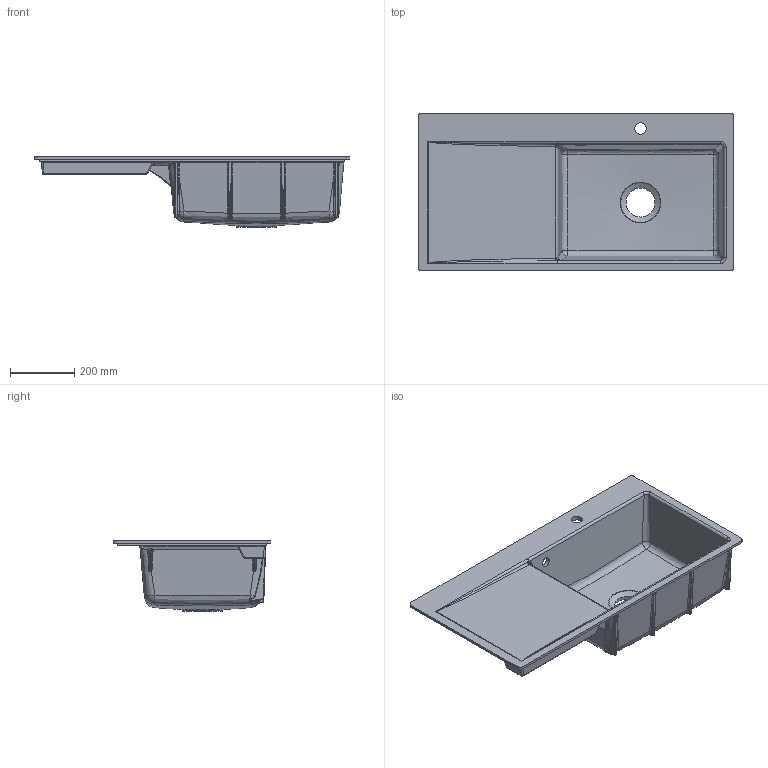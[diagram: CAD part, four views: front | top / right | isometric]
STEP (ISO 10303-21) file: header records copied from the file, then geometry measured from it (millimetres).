
FILE_DESCRIPTION(/* description */ (''),/* implementation_level */ '2;1');
FILE_NAME(/* name */ '33610F_33611F_33612F.stp',/* time_stamp */ '2022-09-06T09:34:31+02:00',/* author */ (''),/* organization */ (''),/* preprocessor_version */ 'ST-DEVELOPER v18.1',/* originating_system */ 'SIEMENS PLM Software NX 1973',/* authorisation */ '');
FILE_SCHEMA (('AUTOMOTIVE_DESIGN { 1 0 10303 214 3 1 1 1 }'));
Length unit declared in the file: millimetre
Products named in the file (1): rupp483C9BACrrd9
Bounding box: 980.8 x 490.8 x 220 mm (x, y, z)
Volume: 10776268.3 mm3; surface area: 1591019.1 mm2
Topology: 1 solids, 1 shells, 348 faces, 830 edges, 449 vertices
Faces by surface type: bspline 173, cylinder 87, plane 61, sphere 18, torus 6, cone 3
Full cylindrical faces by diameter (mm): 30 x1, 35 x1, 90 x1
Entity records: 24505 total; most frequent: CARTESIAN_POINT 17830, ORIENTED_EDGE 1560, DIRECTION 1145, EDGE_CURVE 780, AXIS2_PLACEMENT_3D 478, VERTEX_POINT 444, EDGE_LOOP 364, ADVANCED_FACE 348
